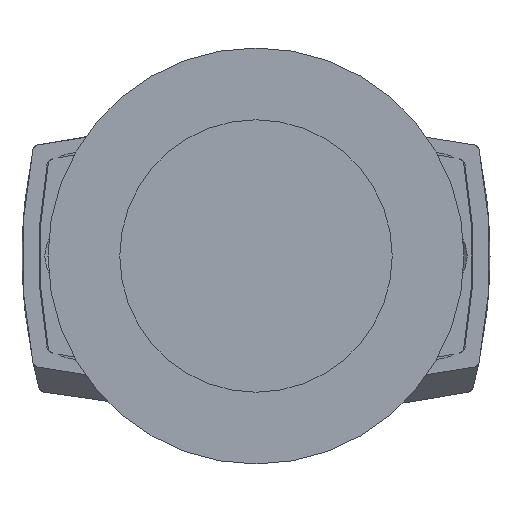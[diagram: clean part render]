
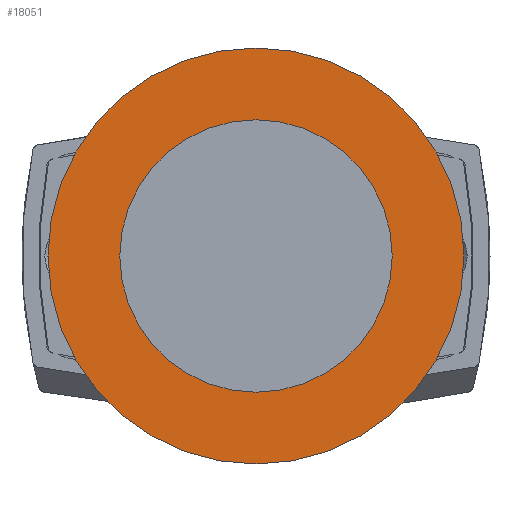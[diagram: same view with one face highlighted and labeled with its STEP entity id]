
A CAD part, front view. The second image highlights one B-rep face of the part: STEP entity #18051.
In plain terms, the highlighted planar face has unit normal (0, -1, 0).
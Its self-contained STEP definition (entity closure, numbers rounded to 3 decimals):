
#3820=PLANE('',#19101);
#4725=FACE_BOUND('',#5936,.T.);
#4934=FACE_OUTER_BOUND('',#5935,.T.);
#5935=EDGE_LOOP('',(#12115));
#5936=EDGE_LOOP('',(#12116));
#7046=CIRCLE('',#19077,20.);
#7058=CIRCLE('',#19102,13.1);
#7644=VERTEX_POINT('',#25607);
#7671=VERTEX_POINT('',#25689);
#9389=EDGE_CURVE('',#7644,#7644,#7046,.T.);
#9431=EDGE_CURVE('',#7671,#7671,#7058,.T.);
#12115=ORIENTED_EDGE('',*,*,#9389,.T.);
#12116=ORIENTED_EDGE('',*,*,#9431,.F.);
#18051=ADVANCED_FACE('',(#4934,#4725),#3820,.T.);
#19077=AXIS2_PLACEMENT_3D('',#25608,#20799,#20800);
#19101=AXIS2_PLACEMENT_3D('',#25688,#20877,#20878);
#19102=AXIS2_PLACEMENT_3D('',#25690,#20879,#20880);
#20799=DIRECTION('center_axis',(0.,-1.,0.));
#20800=DIRECTION('ref_axis',(0.,0.,
1.));
#20877=DIRECTION('center_axis',(0.,-1.,0.));
#20878=DIRECTION('ref_axis',(1.,0.,0.));
#20879=DIRECTION('center_axis',(0.,-1.,0.));
#20880=DIRECTION('ref_axis',(0.,0.,
1.));
#25607=CARTESIAN_POINT('',(0.,-37.7,20.));
#25608=CARTESIAN_POINT('Origin',(0.,-37.7,0.));
#25688=CARTESIAN_POINT('Origin',(0.,-37.7,16.55));
#25689=CARTESIAN_POINT('',(0.,-37.7,13.1));
#25690=CARTESIAN_POINT('Origin',(0.,-37.7,0.));
